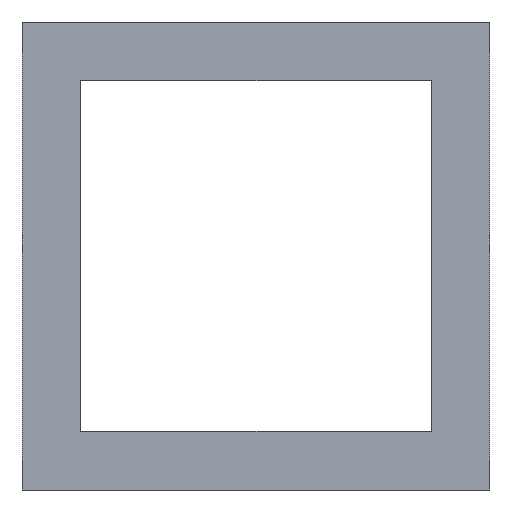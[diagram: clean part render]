
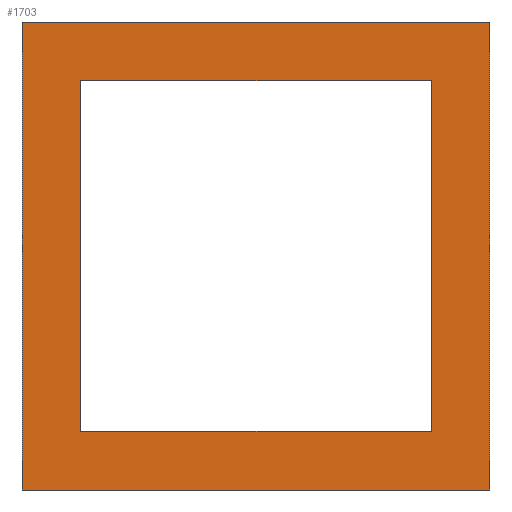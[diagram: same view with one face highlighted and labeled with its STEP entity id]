
A CAD part, left-side view. The second image highlights one B-rep face of the part: STEP entity #1703.
In plain terms, the highlighted planar face has unit normal (-1, 0, 0).
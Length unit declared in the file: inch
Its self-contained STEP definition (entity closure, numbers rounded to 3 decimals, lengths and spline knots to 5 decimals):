
#216 = DIRECTION ( 'NONE',  ( 0., -1., 0. ) ) ;
#295 = EDGE_CURVE ( 'NONE', #585, #343, #535, .T. ) ;
#336 = EDGE_CURVE ( 'NONE', #1410, #1219, #4089, .T. ) ;
#343 = VERTEX_POINT ( 'NONE', #2888 ) ;
#347 = LINE ( 'NONE', #3939, #3239 ) ;
#396 = VERTEX_POINT ( 'NONE', #2576 ) ;
#511 = DIRECTION ( 'NONE',  ( 0., 0., 1. ) ) ;
#535 = LINE ( 'NONE', #2729, #2054 ) ;
#585 = VERTEX_POINT ( 'NONE', #2589 ) ;
#638 = CARTESIAN_POINT ( 'NONE',  ( -13., 0., -0.125 ) ) ;
#673 = VECTOR ( 'NONE', #1550, 39.37008 ) ;
#758 = VECTOR ( 'NONE', #2134, 39.37008 ) ;
#815 = FACE_OUTER_BOUND ( 'NONE', #3942, .T. ) ;
#862 = DIRECTION ( 'NONE',  ( 0., -1., 0. ) ) ;
#879 = EDGE_CURVE ( 'NONE', #396, #1410, #4082, .T. ) ;
#982 = VERTEX_POINT ( 'NONE', #1660 ) ;
#1085 = EDGE_CURVE ( 'NONE', #4019, #343, #3168, .T. ) ;
#1117 = PLANE ( 'NONE',  #1737 ) ;
#1150 = ORIENTED_EDGE ( 'NONE', *, *, #336, .T. ) ;
#1153 = EDGE_CURVE ( 'NONE', #2068, #1219, #1896, .T. ) ;
#1206 = CARTESIAN_POINT ( 'NONE',  ( -13., 3.68, -1. ) ) ;
#1219 = VERTEX_POINT ( 'NONE', #3752 ) ;
#1228 = EDGE_CURVE ( 'NONE', #396, #2068, #3717, .T. ) ;
#1286 = ORIENTED_EDGE ( 'NONE', *, *, #1806, .F. ) ;
#1309 = CARTESIAN_POINT ( 'NONE',  ( -13., 3.555, -0.125 ) ) ;
#1378 = DIRECTION ( 'NONE',  ( 0., 0., 1. ) ) ;
#1410 = VERTEX_POINT ( 'NONE', #3805 ) ;
#1471 = CARTESIAN_POINT ( 'NONE',  ( -13., 3.68, 0. ) ) ;
#1550 = DIRECTION ( 'NONE',  ( 0., 0., 1. ) ) ;
#1660 = CARTESIAN_POINT ( 'NONE',  ( -13., 3.555, -0.875 ) ) ;
#1703 = ADVANCED_FACE ( 'NONE', ( #815, #2075 ), #1117, .T. ) ;
#1737 = AXIS2_PLACEMENT_3D ( 'NONE', #1763, #2673, #511 ) ;
#1763 = CARTESIAN_POINT ( 'NONE',  ( -13., 3.68, -1. ) ) ;
#1806 = EDGE_CURVE ( 'NONE', #982, #585, #2495, .T. ) ;
#1830 = ORIENTED_EDGE ( 'NONE', *, *, #1085, .T. ) ;
#1896 = LINE ( 'NONE', #1471, #2754 ) ;
#2054 = VECTOR ( 'NONE', #4005, 39.37008 ) ;
#2068 = VERTEX_POINT ( 'NONE', #3978 ) ;
#2075 = FACE_BOUND ( 'NONE', #2793, .T. ) ;
#2134 = DIRECTION ( 'NONE',  ( 0., 0., 1. ) ) ;
#2370 = CARTESIAN_POINT ( 'NONE',  ( -13., 3.68, -1. ) ) ;
#2387 = ORIENTED_EDGE ( 'NONE', *, *, #1228, .F. ) ;
#2495 = LINE ( 'NONE', #2861, #3624 ) ;
#2576 = CARTESIAN_POINT ( 'NONE',  ( -13., 3.68, -1. ) ) ;
#2589 = CARTESIAN_POINT ( 'NONE',  ( -13., 2.805, -0.875 ) ) ;
#2673 = DIRECTION ( 'NONE',  ( -1., 0., 0. ) ) ;
#2674 = ORIENTED_EDGE ( 'NONE', *, *, #295, .F. ) ;
#2719 = EDGE_CURVE ( 'NONE', #982, #4019, #347, .T. ) ;
#2729 = CARTESIAN_POINT ( 'NONE',  ( -13., 2.805, -1. ) ) ;
#2754 = VECTOR ( 'NONE', #862, 39.37008 ) ;
#2793 = EDGE_LOOP ( 'NONE', ( #3548, #1830, #2674, #1286 ) ) ;
#2833 = DIRECTION ( 'NONE',  ( 0., -1., 0. ) ) ;
#2861 = CARTESIAN_POINT ( 'NONE',  ( -13., 0., -0.875 ) ) ;
#2888 = CARTESIAN_POINT ( 'NONE',  ( -13., 2.805, -0.125 ) ) ;
#2949 = VECTOR ( 'NONE', #2833, 39.37008 ) ;
#3113 = ORIENTED_EDGE ( 'NONE', *, *, #1153, .F. ) ;
#3168 = LINE ( 'NONE', #638, #2949 ) ;
#3239 = VECTOR ( 'NONE', #1378, 39.37008 ) ;
#3466 = CARTESIAN_POINT ( 'NONE',  ( -13., 2.68, -1. ) ) ;
#3548 = ORIENTED_EDGE ( 'NONE', *, *, #2719, .T. ) ;
#3567 = ORIENTED_EDGE ( 'NONE', *, *, #879, .T. ) ;
#3624 = VECTOR ( 'NONE', #3801, 39.37008 ) ;
#3684 = VECTOR ( 'NONE', #216, 39.37008 ) ;
#3717 = LINE ( 'NONE', #1206, #758 ) ;
#3752 = CARTESIAN_POINT ( 'NONE',  ( -13., 2.68, 0. ) ) ;
#3801 = DIRECTION ( 'NONE',  ( 0., -1., 0. ) ) ;
#3805 = CARTESIAN_POINT ( 'NONE',  ( -13., 2.68, -1. ) ) ;
#3939 = CARTESIAN_POINT ( 'NONE',  ( -13., 3.555, -1. ) ) ;
#3942 = EDGE_LOOP ( 'NONE', ( #3113, #2387, #3567, #1150 ) ) ;
#3978 = CARTESIAN_POINT ( 'NONE',  ( -13., 3.68, 0. ) ) ;
#4005 = DIRECTION ( 'NONE',  ( 0., 0., 1. ) ) ;
#4019 = VERTEX_POINT ( 'NONE', #1309 ) ;
#4082 = LINE ( 'NONE', #2370, #3684 ) ;
#4089 = LINE ( 'NONE', #3466, #673 ) ;
